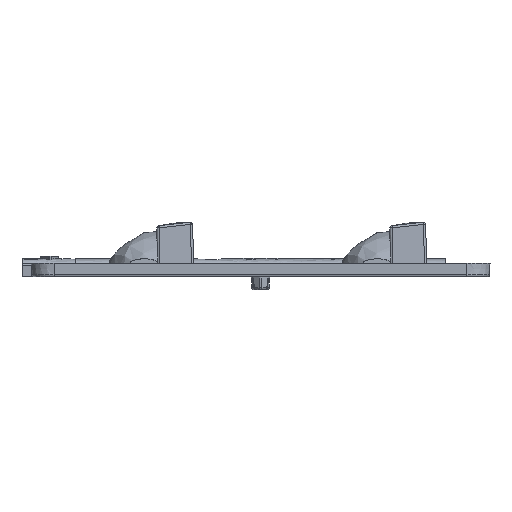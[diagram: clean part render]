
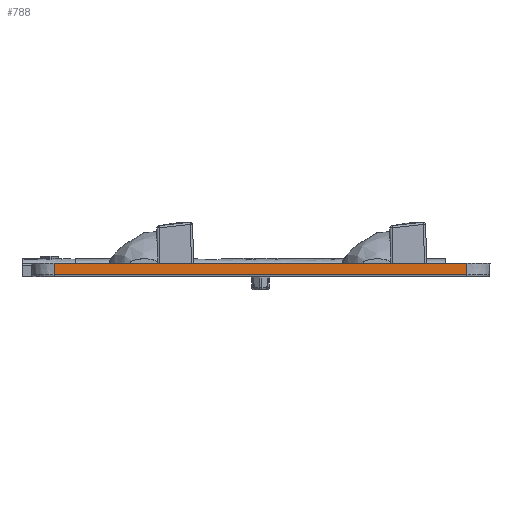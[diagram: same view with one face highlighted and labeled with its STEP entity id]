
A CAD part, left-side view. The second image highlights one B-rep face of the part: STEP entity #788.
In plain terms, the highlighted planar face has unit normal (-0.999, 0, -0.035).
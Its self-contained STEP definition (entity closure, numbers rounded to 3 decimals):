
#489 = ORIENTED_EDGE ( 'NONE', *, *, #16164, .T. ) ;
#788 = ADVANCED_FACE ( 'NONE', ( #33232 ), #4971, .T. ) ;
#3060 = CARTESIAN_POINT ( 'NONE',  ( -37.51, 22.5, 1.5 ) ) ;
#3819 = EDGE_CURVE ( 'NONE', #33168, #25560, #19676, .T. ) ;
#4963 = LINE ( 'NONE', #28674, #27554 ) ;
#4971 = PLANE ( 'NONE',  #12521 ) ;
#5101 = DIRECTION ( 'NONE',  ( -0.999, 0., -0.035 ) ) ;
#5636 = DIRECTION ( 'NONE',  ( 0., -1., 0. ) ) ;
#5974 = ORIENTED_EDGE ( 'NONE', *, *, #10382, .T. ) ;
#6605 = VERTEX_POINT ( 'NONE', #30654 ) ;
#10382 = EDGE_CURVE ( 'NONE', #33168, #39068, #33764, .T. ) ;
#11206 = EDGE_CURVE ( 'NONE', #39068, #6605, #14467, .T. ) ;
#12521 = AXIS2_PLACEMENT_3D ( 'NONE', #23496, #5101, #26600 ) ;
#14467 = LINE ( 'NONE', #20952, #29876 ) ;
#16164 = EDGE_CURVE ( 'NONE', #6605, #25560, #4963, .T. ) ;
#16447 = CARTESIAN_POINT ( 'NONE',  ( -37.467, 22.5, 0.241 ) ) ;
#19330 = VECTOR ( 'NONE', #21167, 1000. ) ;
#19553 = DIRECTION ( 'NONE',  ( -0.035, 0., 0.999 ) ) ;
#19676 = LINE ( 'NONE', #39615, #37007 ) ;
#20952 = CARTESIAN_POINT ( 'NONE',  ( -37.467, 0., 0.241 ) ) ;
#21167 = DIRECTION ( 'NONE',  ( 0.035, 0., -0.999 ) ) ;
#21177 = DIRECTION ( 'NONE',  ( 0., -1., 0. ) ) ;
#22704 = EDGE_LOOP ( 'NONE', ( #5974, #30178, #489, #22918 ) ) ;
#22918 = ORIENTED_EDGE ( 'NONE', *, *, #3819, .F. ) ;
#23496 = CARTESIAN_POINT ( 'NONE',  ( -37.5, 0., 1.2 ) ) ;
#25560 = VERTEX_POINT ( 'NONE', #34563 ) ;
#26600 = DIRECTION ( 'NONE',  ( -0.035, 0., 0.999 ) ) ;
#27554 = VECTOR ( 'NONE', #19553, 1000. ) ;
#28674 = CARTESIAN_POINT ( 'NONE',  ( -37.5, -22.5, 1.2 ) ) ;
#29876 = VECTOR ( 'NONE', #5636, 1000. ) ;
#30178 = ORIENTED_EDGE ( 'NONE', *, *, #11206, .T. ) ;
#30654 = CARTESIAN_POINT ( 'NONE',  ( -37.467, -22.5, 0.241 ) ) ;
#33168 = VERTEX_POINT ( 'NONE', #3060 ) ;
#33232 = FACE_OUTER_BOUND ( 'NONE', #22704, .T. ) ;
#33764 = LINE ( 'NONE', #36487, #19330 ) ;
#34563 = CARTESIAN_POINT ( 'NONE',  ( -37.51, -22.5, 1.5 ) ) ;
#36487 = CARTESIAN_POINT ( 'NONE',  ( -37.5, 22.5, 1.2 ) ) ;
#37007 = VECTOR ( 'NONE', #21177, 1000. ) ;
#39068 = VERTEX_POINT ( 'NONE', #16447 ) ;
#39615 = CARTESIAN_POINT ( 'NONE',  ( -37.51, 0., 1.5 ) ) ;
